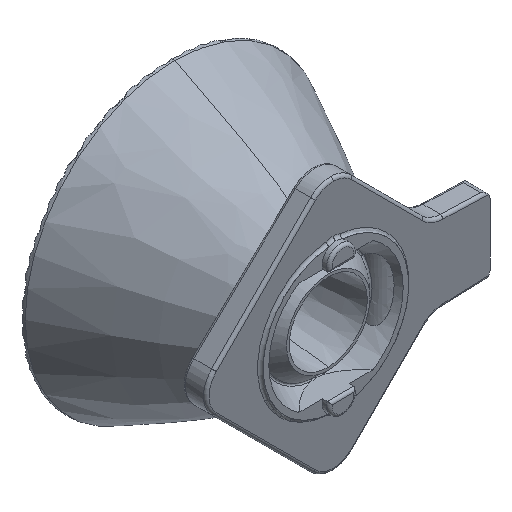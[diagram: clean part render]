
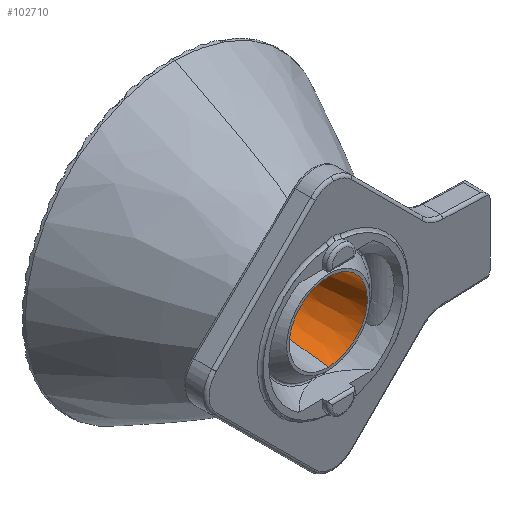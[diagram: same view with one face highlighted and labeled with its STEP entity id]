
A CAD part, isometric view. The second image highlights one B-rep face of the part: STEP entity #102710.
In plain terms, the highlighted conical face has half-angle 7.159 degrees and reference radius 2.787 mm.
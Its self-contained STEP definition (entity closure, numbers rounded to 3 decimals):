
#5185 = VERTEX_POINT ( 'NONE', #41209 ) ;
#6334 = CARTESIAN_POINT ( 'NONE',  ( 0., 0.55, -2.787 ) ) ;
#8956 = EDGE_LOOP ( 'NONE', ( #110223, #123077, #44556, #45752 ) ) ;
#10138 = CARTESIAN_POINT ( 'NONE',  ( 0., 4.6, 2.278 ) ) ;
#15591 = AXIS2_PLACEMENT_3D ( 'NONE', #122681, #62373, #92519 ) ;
#17252 = DIRECTION ( 'NONE',  ( 0., -0.992, 0.125 ) ) ;
#18312 = DIRECTION ( 'NONE',  ( 0., -1., 0. ) ) ;
#28102 = VERTEX_POINT ( 'NONE', #10138 ) ;
#28986 = AXIS2_PLACEMENT_3D ( 'NONE', #30966, #18312, #91264 ) ;
#30966 = CARTESIAN_POINT ( 'NONE',  ( 0., 0.55, 0. ) ) ;
#31286 = CARTESIAN_POINT ( 'NONE',  ( 0., 4.6, -2.278 ) ) ;
#35788 = LINE ( 'NONE', #6334, #98709 ) ;
#37323 = LINE ( 'NONE', #131061, #100882 ) ;
#40563 = VERTEX_POINT ( 'NONE', #131045 ) ;
#41209 = CARTESIAN_POINT ( 'NONE',  ( 0., 0.55, -2.787 ) ) ;
#44556 = ORIENTED_EDGE ( 'NONE', *, *, #71257, .T. ) ;
#45752 = ORIENTED_EDGE ( 'NONE', *, *, #113729, .T. ) ;
#46129 = EDGE_CURVE ( 'NONE', #28102, #40563, #37323, .T. ) ;
#47703 = DIRECTION ( 'NONE',  ( 0., -1., 0. ) ) ;
#49717 = AXIS2_PLACEMENT_3D ( 'NONE', #97303, #47703, #108664 ) ;
#51808 = CIRCLE ( 'NONE', #49717, 2.278 ) ;
#60205 = CIRCLE ( 'NONE', #15591, 2.787 ) ;
#62373 = DIRECTION ( 'NONE',  ( 0., -1., 0. ) ) ;
#71257 = EDGE_CURVE ( 'NONE', #125409, #5185, #35788, .T. ) ;
#76597 = EDGE_CURVE ( 'NONE', #125409, #28102, #51808, .T. ) ;
#76680 = DIRECTION ( 'NONE',  ( 0., -0.992, -0.125 ) ) ;
#91264 = DIRECTION ( 'NONE',  ( 0., 0., -1. ) ) ;
#92519 = DIRECTION ( 'NONE',  ( 0., 0., -1. ) ) ;
#97303 = CARTESIAN_POINT ( 'NONE',  ( 0., 4.6, 0. ) ) ;
#98709 = VECTOR ( 'NONE', #76680, 1000. ) ;
#100882 = VECTOR ( 'NONE', #17252, 1000. ) ;
#102710 = ADVANCED_FACE ( 'NONE', ( #112012 ), #129477, .F. ) ;
#108664 = DIRECTION ( 'NONE',  ( 0., 0., -1. ) ) ;
#110223 = ORIENTED_EDGE ( 'NONE', *, *, #46129, .F. ) ;
#112012 = FACE_OUTER_BOUND ( 'NONE', #8956, .T. ) ;
#113729 = EDGE_CURVE ( 'NONE', #5185, #40563, #60205, .T. ) ;
#122681 = CARTESIAN_POINT ( 'NONE',  ( 0., 0.55, 0. ) ) ;
#123077 = ORIENTED_EDGE ( 'NONE', *, *, #76597, .F. ) ;
#125409 = VERTEX_POINT ( 'NONE', #31286 ) ;
#129477 = CONICAL_SURFACE ( 'NONE', #28986, 2.787, 0.125 ) ;
#131045 = CARTESIAN_POINT ( 'NONE',  ( 0., 0.55, 2.787 ) ) ;
#131061 = CARTESIAN_POINT ( 'NONE',  ( 0., 0.55, 2.787 ) ) ;
